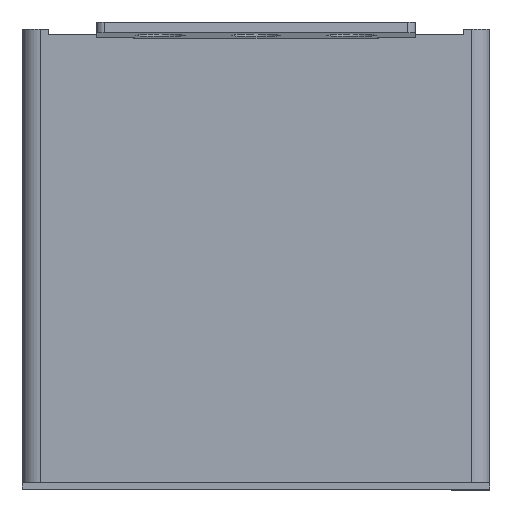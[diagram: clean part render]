
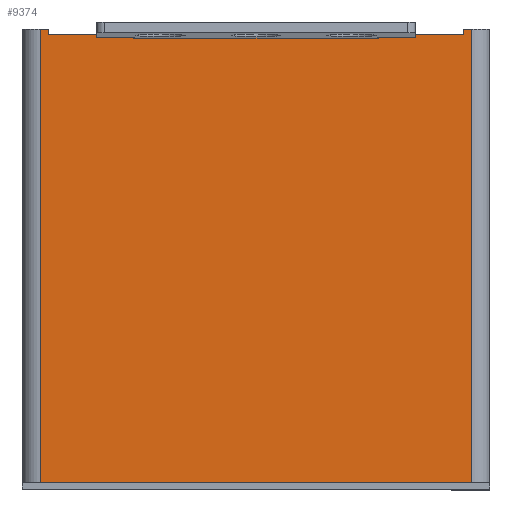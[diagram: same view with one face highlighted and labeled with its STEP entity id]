
A CAD part, top view. The second image highlights one B-rep face of the part: STEP entity #9374.
In plain terms, the highlighted planar face has unit normal (0, 0, 1).
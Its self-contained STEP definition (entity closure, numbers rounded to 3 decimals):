
#567=ORIENTED_EDGE('',*,*,#3244,.T.);
#568=ORIENTED_EDGE('',*,*,#3301,.F.);
#569=ORIENTED_EDGE('',*,*,#3302,.T.);
#570=ORIENTED_EDGE('',*,*,#3303,.T.);
#571=ORIENTED_EDGE('',*,*,#3163,.T.);
#572=ORIENTED_EDGE('',*,*,#3304,.F.);
#573=ORIENTED_EDGE('',*,*,#3305,.F.);
#574=ORIENTED_EDGE('',*,*,#3306,.T.);
#575=ORIENTED_EDGE('',*,*,#3307,.F.);
#576=ORIENTED_EDGE('',*,*,#3308,.F.);
#577=ORIENTED_EDGE('',*,*,#3309,.T.);
#578=ORIENTED_EDGE('',*,*,#3310,.T.);
#3163=EDGE_CURVE('',#4563,#4562,#5493,.T.);
#3244=EDGE_CURVE('',#4625,#4624,#5574,.T.);
#3301=EDGE_CURVE('',#4676,#4624,#5631,.T.);
#3302=EDGE_CURVE('',#4676,#4677,#5632,.T.);
#3303=EDGE_CURVE('',#4677,#4563,#5633,.T.);
#3304=EDGE_CURVE('',#4678,#4562,#5634,.T.);
#3305=EDGE_CURVE('',#4679,#4678,#5635,.T.);
#3306=EDGE_CURVE('',#4679,#4680,#5636,.T.);
#3307=EDGE_CURVE('',#4681,#4680,#5637,.T.);
#3308=EDGE_CURVE('',#4682,#4681,#5638,.T.);
#3309=EDGE_CURVE('',#4682,#4683,#5639,.T.);
#3310=EDGE_CURVE('',#4683,#4625,#5640,.T.);
#4562=VERTEX_POINT('',#14443);
#4563=VERTEX_POINT('',#14445);
#4624=VERTEX_POINT('',#14606);
#4625=VERTEX_POINT('',#14608);
#4676=VERTEX_POINT('',#14728);
#4677=VERTEX_POINT('',#14730);
#4678=VERTEX_POINT('',#14733);
#4679=VERTEX_POINT('',#14735);
#4680=VERTEX_POINT('',#14737);
#4681=VERTEX_POINT('',#14739);
#4682=VERTEX_POINT('',#14741);
#4683=VERTEX_POINT('',#14743);
#5493=LINE('',#14444,#6710);
#5574=LINE('',#14607,#6791);
#5631=LINE('',#14727,#6848);
#5632=LINE('',#14729,#6849);
#5633=LINE('',#14731,#6850);
#5634=LINE('',#14732,#6851);
#5635=LINE('',#14734,#6852);
#5636=LINE('',#14736,#6853);
#5637=LINE('',#14738,#6854);
#5638=LINE('',#14740,#6855);
#5639=LINE('',#14742,#6856);
#5640=LINE('',#14744,#6857);
#6710=VECTOR('',#11858,1000.);
#6791=VECTOR('',#11979,1000.);
#6848=VECTOR('',#12060,1000.);
#6849=VECTOR('',#12061,1000.);
#6850=VECTOR('',#12062,1000.);
#6851=VECTOR('',#12063,1000.);
#6852=VECTOR('',#12064,1000.);
#6853=VECTOR('',#12065,1000.);
#6854=VECTOR('',#12066,1000.);
#6855=VECTOR('',#12067,1000.);
#6856=VECTOR('',#12068,1000.);
#6857=VECTOR('',#12069,1000.);
#7953=EDGE_LOOP('',(#567,#568,#569,#570,#571,#572,#573,#574,#575,#576,#577,
#578));
#8467=FACE_BOUND('',#7953,.T.);
#8981=PLANE('',#11199);
#9374=ADVANCED_FACE('',(#8467),#8981,.T.);
#11199=AXIS2_PLACEMENT_3D('',#14726,#12058,#12059);
#11858=DIRECTION('',(-1.,0.,0.));
#11979=DIRECTION('',(-1.,0.,0.));
#12058=DIRECTION('',(0.,0.,1.));
#12059=DIRECTION('',(0.,-1.,0.));
#12060=DIRECTION('',(0.,1.,0.));
#12061=DIRECTION('',(-1.,0.,0.));
#12062=DIRECTION('',(0.,1.,0.));
#12063=DIRECTION('',(0.,-1.,0.));
#12064=DIRECTION('',(1.,0.,0.));
#12065=DIRECTION('',(0.,-1.,0.));
#12066=DIRECTION('',(-1.,0.,0.));
#12067=DIRECTION('',(0.,-1.,0.));
#12068=DIRECTION('',(-1.,0.,0.));
#12069=DIRECTION('',(0.,-1.,0.));
#14443=CARTESIAN_POINT('',(-5.867,6.33,7.));
#14444=CARTESIAN_POINT('',(6.6,6.33,7.));
#14445=CARTESIAN_POINT('',(-3.45,6.33,7.));
#14606=CARTESIAN_POINT('',(3.45,6.33,7.));
#14607=CARTESIAN_POINT('',(6.6,6.33,7.));
#14608=CARTESIAN_POINT('',(5.867,6.33,7.));
#14726=CARTESIAN_POINT('',(6.6,-6.33,7.));
#14727=CARTESIAN_POINT('',(3.45,6.23,7.));
#14728=CARTESIAN_POINT('',(3.45,6.23,7.));
#14729=CARTESIAN_POINT('',(3.45,6.23,7.));
#14730=CARTESIAN_POINT('',(-3.45,6.23,7.));
#14731=CARTESIAN_POINT('',(-3.45,6.23,7.));
#14732=CARTESIAN_POINT('',(-5.867,6.475,7.));
#14733=CARTESIAN_POINT('',(-5.867,6.475,7.));
#14734=CARTESIAN_POINT('',(-6.6,6.475,7.));
#14735=CARTESIAN_POINT('',(-6.1,6.475,7.));
#14736=CARTESIAN_POINT('',(-6.1,6.475,7.));
#14737=CARTESIAN_POINT('',(-6.1,-6.33,7.));
#14738=CARTESIAN_POINT('',(6.6,-6.33,7.));
#14739=CARTESIAN_POINT('',(6.1,-6.33,7.));
#14740=CARTESIAN_POINT('',(6.1,6.475,7.));
#14741=CARTESIAN_POINT('',(6.1,6.475,7.));
#14742=CARTESIAN_POINT('',(6.6,6.475,7.));
#14743=CARTESIAN_POINT('',(5.867,6.475,7.));
#14744=CARTESIAN_POINT('',(5.867,6.475,7.));
